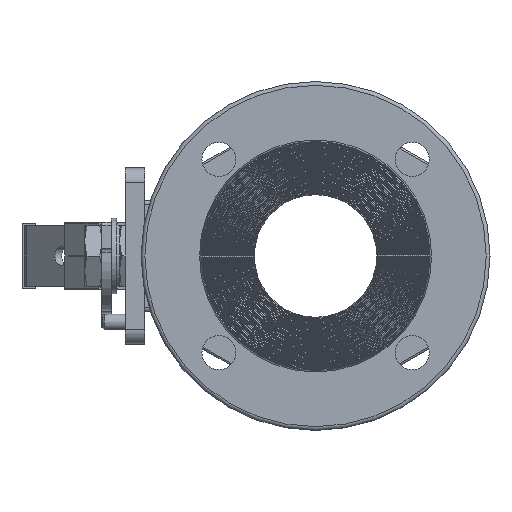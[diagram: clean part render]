
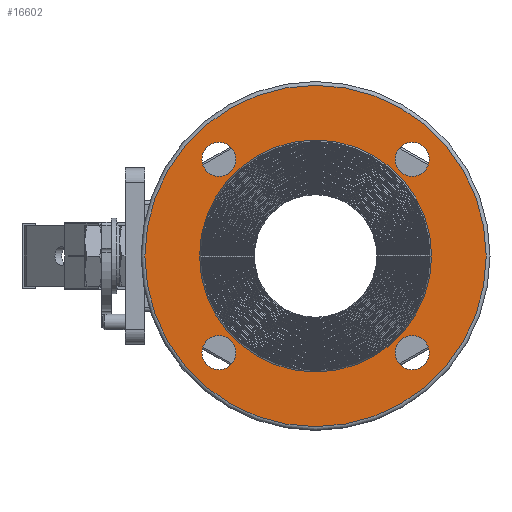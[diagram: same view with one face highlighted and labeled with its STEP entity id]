
A CAD part, left-side view. The second image highlights one B-rep face of the part: STEP entity #16602.
In plain terms, the highlighted planar face has unit normal (-1, 0, 0).
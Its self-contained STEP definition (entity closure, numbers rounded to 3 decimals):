
#6589=ORIENTED_EDGE('',*,*,#9820,.T.);
#6590=ORIENTED_EDGE('',*,*,#9821,.F.);
#6591=ORIENTED_EDGE('',*,*,#9822,.F.);
#6592=ORIENTED_EDGE('',*,*,#9823,.F.);
#6593=ORIENTED_EDGE('',*,*,#9824,.F.);
#6594=ORIENTED_EDGE('',*,*,#9825,.F.);
#9820=EDGE_CURVE('',#11552,#11552,#12419,.T.);
#9821=EDGE_CURVE('',#11553,#11553,#12420,.T.);
#9822=EDGE_CURVE('',#11554,#11554,#12421,.T.);
#9823=EDGE_CURVE('',#11555,#11555,#12422,.T.);
#9824=EDGE_CURVE('',#11556,#11556,#12423,.T.);
#9825=EDGE_CURVE('',#11557,#11557,#12424,.T.);
#11552=VERTEX_POINT('',#58976);
#11553=VERTEX_POINT('',#58978);
#11554=VERTEX_POINT('',#58980);
#11555=VERTEX_POINT('',#58982);
#11556=VERTEX_POINT('',#58984);
#11557=VERTEX_POINT('',#58986);
#12419=CIRCLE('',#18150,90.5);
#12420=CIRCLE('',#18151,61.5);
#12421=CIRCLE('',#18152,9.);
#12422=CIRCLE('',#18153,9.);
#12423=CIRCLE('',#18154,9.);
#12424=CIRCLE('',#18155,9.);
#13547=EDGE_LOOP('',(#6589));
#13548=EDGE_LOOP('',(#6590));
#13549=EDGE_LOOP('',(#6591));
#13550=EDGE_LOOP('',(#6592));
#13551=EDGE_LOOP('',(#6593));
#13552=EDGE_LOOP('',(#6594));
#14966=FACE_BOUND('',#13547,.T.);
#14967=FACE_BOUND('',#13548,.T.);
#14968=FACE_BOUND('',#13549,.T.);
#14969=FACE_BOUND('',#13550,.T.);
#14970=FACE_BOUND('',#13551,.T.);
#14971=FACE_BOUND('',#13552,.T.);
#15734=PLANE('',#18149);
#16602=ADVANCED_FACE('',(#14966,#14967,#14968,#14969,#14970,#14971),#15734,
 .F.);
#18149=AXIS2_PLACEMENT_3D('',#58974,#21654,#21655);
#18150=AXIS2_PLACEMENT_3D('',#58975,#21656,#21657);
#18151=AXIS2_PLACEMENT_3D('',#58977,#21658,#21659);
#18152=AXIS2_PLACEMENT_3D('',#58979,#21660,#21661);
#18153=AXIS2_PLACEMENT_3D('',#58981,#21662,#21663);
#18154=AXIS2_PLACEMENT_3D('',#58983,#21664,#21665);
#18155=AXIS2_PLACEMENT_3D('',#58985,#21666,#21667);
#21654=DIRECTION('',(1.,0.,0.));
#21655=DIRECTION('',(0.,0.,-1.));
#21656=DIRECTION('',(-1.,0.,0.));
#21657=DIRECTION('',(0.,0.,1.));
#21658=DIRECTION('',(-1.,0.,0.));
#21659=DIRECTION('',(0.,0.,1.));
#21660=DIRECTION('',(-1.,0.,0.));
#21661=DIRECTION('',(0.,0.,1.));
#21662=DIRECTION('',(-1.,0.,0.));
#21663=DIRECTION('',(0.,0.,1.));
#21664=DIRECTION('',(-1.,0.,0.));
#21665=DIRECTION('',(0.,0.,1.));
#21666=DIRECTION('',(-1.,0.,0.));
#21667=DIRECTION('',(0.,0.,1.));
#58974=CARTESIAN_POINT('',(4.,61.5,0.));
#58975=CARTESIAN_POINT('',(4.,0.,0.));
#58976=CARTESIAN_POINT('',(4.,0.,90.5));
#58977=CARTESIAN_POINT('',(4.,0.,0.));
#58978=CARTESIAN_POINT('',(4.,0.,61.5));
#58979=CARTESIAN_POINT('',(4.,51.265,51.265));
#58980=CARTESIAN_POINT('',(4.,51.265,60.265));
#58981=CARTESIAN_POINT('',(4.,-51.265,51.265));
#58982=CARTESIAN_POINT('',(4.,-51.265,60.265));
#58983=CARTESIAN_POINT('',(4.,-51.265,-51.265));
#58984=CARTESIAN_POINT('',(4.,-51.265,-42.265));
#58985=CARTESIAN_POINT('',(4.,51.265,-51.265));
#58986=CARTESIAN_POINT('',(4.,51.265,-42.265));
